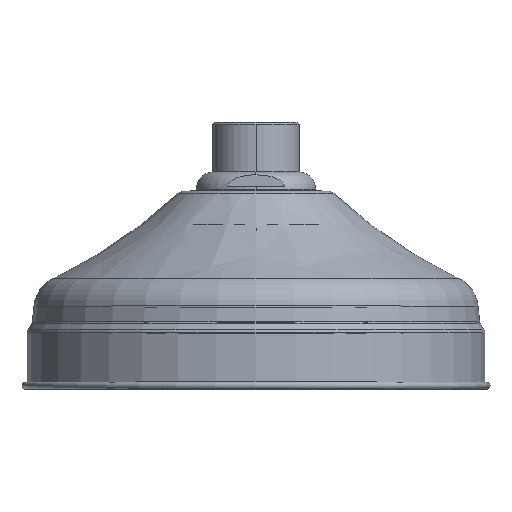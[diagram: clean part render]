
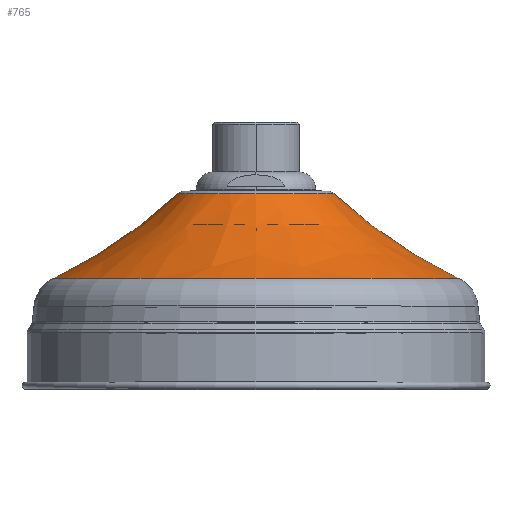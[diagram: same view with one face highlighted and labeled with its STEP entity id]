
A CAD part, top view. The second image highlights one B-rep face of the part: STEP entity #765.
In plain terms, the highlighted free-form (B-spline) face has degree [3, 3] with [7, 4] control points.
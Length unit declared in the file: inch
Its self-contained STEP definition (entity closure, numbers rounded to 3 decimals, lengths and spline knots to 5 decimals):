
#154=CARTESIAN_POINT('',(0.,2.25216,0.));
#155=DIRECTION('',(0.,1.,0.));
#156=DIRECTION('',(-1.,0.,0.));
#157=AXIS2_PLACEMENT_3D('',#154,#155,#156);
#159=CARTESIAN_POINT('',(4.90462,6.59226,0.));
#160=DIRECTION('',(0.,0.,-1.));
#161=DIRECTION('',(-0.434,-0.901,0.));
#162=AXIS2_PLACEMENT_3D('',#159,#160,#161);
#164=CARTESIAN_POINT('',(0.,1.27282,0.));
#165=DIRECTION('',(0.,1.,0.));
#166=DIRECTION('',(-1.,0.,0.));
#167=AXIS2_PLACEMENT_3D('',#164,#165,#166);
#169=CARTESIAN_POINT('',(-4.90462,6.59226,0.));
#170=DIRECTION('',(0.,0.,1.));
#171=DIRECTION('',(0.434,-0.901,0.));
#172=AXIS2_PLACEMENT_3D('',#169,#170,#171);
#654=CARTESIAN_POINT('',(0.89981,2.25216,0.));
#655=CARTESIAN_POINT('',(-0.89981,2.25216,0.));
#656=VERTEX_POINT('',#654);
#657=VERTEX_POINT('',#655);
#658=CARTESIAN_POINT('',(2.33974,1.27282,0.));
#659=VERTEX_POINT('',#658);
#660=CARTESIAN_POINT('',(-2.33974,1.27282,0.));
#661=VERTEX_POINT('',#660);
#726=CARTESIAN_POINT('',(-0.87246,2.27594,
-0.05489));
#727=CARTESIAN_POINT('',(-1.31619,1.86078,
-0.08281));
#728=CARTESIAN_POINT('',(-1.81819,1.51868,
-0.11439));
#729=CARTESIAN_POINT('',(-2.36659,1.25773,
-0.14889));
#730=CARTESIAN_POINT('',(-0.90624,2.27594,
0.48202));
#731=CARTESIAN_POINT('',(-1.36715,1.86078,0.72717));
#732=CARTESIAN_POINT('',(-1.88858,1.51868,1.00452));
#733=CARTESIAN_POINT('',(-2.45822,1.25773,1.3075));
#734=CARTESIAN_POINT('',(-0.53797,2.27594,
0.87419));
#735=CARTESIAN_POINT('',(-0.81158,1.86078,1.31879));
#736=CARTESIAN_POINT('',(-1.12112,1.51868,1.82178));
#737=CARTESIAN_POINT('',(-1.45927,1.25773,2.37127));
#738=CARTESIAN_POINT('',(0.,2.27594,0.87419));
#739=CARTESIAN_POINT('',(0.,1.86078,1.31879));
#740=CARTESIAN_POINT('',(0.,1.51868,1.82178));
#741=CARTESIAN_POINT('',(0.,1.25773,2.37127));
#742=CARTESIAN_POINT('',(0.53797,2.27594,0.87419));
#743=CARTESIAN_POINT('',(0.81158,1.86078,1.31879));
#744=CARTESIAN_POINT('',(1.12112,1.51868,1.82178));
#745=CARTESIAN_POINT('',(1.45927,1.25773,2.37127));
#746=CARTESIAN_POINT('',(0.90624,2.27594,0.48202));
#747=CARTESIAN_POINT('',(1.36715,1.86078,0.72717));
#748=CARTESIAN_POINT('',(1.88858,1.51868,1.00452));
#749=CARTESIAN_POINT('',(2.45822,1.25773,1.3075));
#750=CARTESIAN_POINT('',(0.87246,2.27594,
-0.05489));
#751=CARTESIAN_POINT('',(1.31619,1.86078,-0.08281));
#752=CARTESIAN_POINT('',(1.81819,1.51868,-0.11439));
#753=CARTESIAN_POINT('',(2.36659,1.25773,-0.14889));
#754=(BOUNDED_SURFACE()B_SPLINE_SURFACE(3,3,((#726,#727,#728,#729),(#730,#731,
#732,#733),(#734,#735,#736,#737),(#738,#739,#740,#741),(#742,#743,#744,#745),(
#746,#747,#748,#749),(#750,#751,#752,#753)),.UNSPECIFIED.,.F.,.F.,.F.)B_SPLINE_SURFACE_WITH_KNOTS((4,3,4),(4,4),(0.,1.,2.),(0.,1.),.UNSPECIFIED.)GEOMETRIC_REPRESENTATION_ITEM()RATIONAL_B_SPLINE_SURFACE(((1.194,
1.185,1.185,1.194),(0.943,
0.936,0.936,0.943),(0.943,
0.936,0.936,0.943),(1.194,
1.185,1.185,1.194),(0.943,
0.936,0.936,0.943),(0.943,
0.936,0.936,0.943),(1.194,
1.185,1.185,1.194)))REPRESENTATION_ITEM('')SURFACE());
#756=ORIENTED_EDGE('',*,*,#755,.T.);
#758=ORIENTED_EDGE('',*,*,#757,.F.);
#760=ORIENTED_EDGE('',*,*,#759,.F.);
#762=ORIENTED_EDGE('',*,*,#761,.T.);
#763=EDGE_LOOP('',(#756,#758,#760,#762));
#764=FACE_OUTER_BOUND('',#763,.F.);
#158=CIRCLE('',#157,0.89981);
#163=CIRCLE('',#162,5.90551);
#168=CIRCLE('',#167,2.33974);
#173=CIRCLE('',#172,5.90551);
#755=EDGE_CURVE('',#657,#656,#158,.T.);
#757=EDGE_CURVE('',#659,#656,#163,.T.);
#759=EDGE_CURVE('',#661,#659,#168,.T.);
#761=EDGE_CURVE('',#661,#657,#173,.T.);
#765=ADVANCED_FACE('',(#764),#754,.F.);
